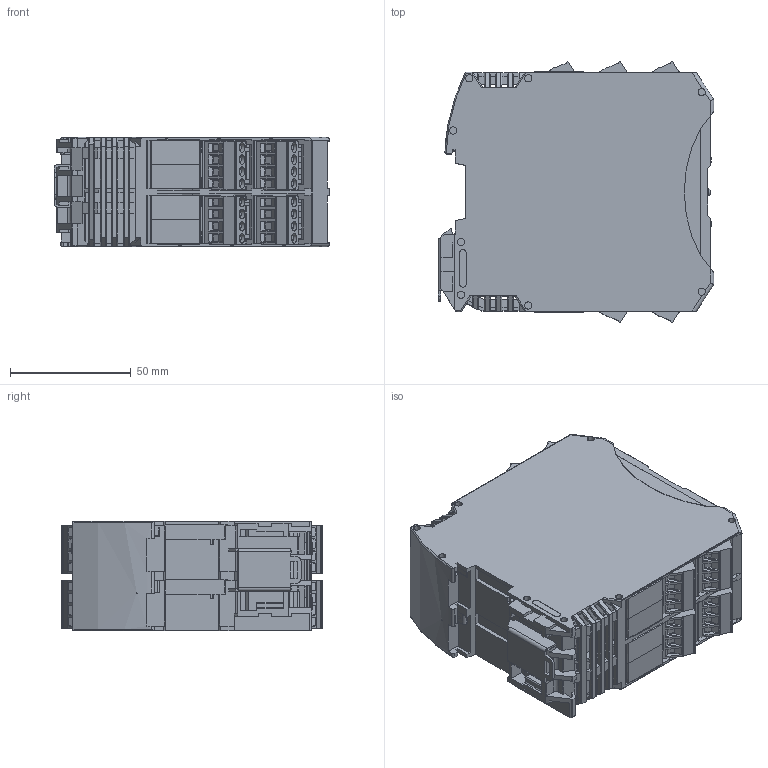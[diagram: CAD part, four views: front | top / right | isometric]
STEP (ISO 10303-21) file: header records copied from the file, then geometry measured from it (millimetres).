
FILE_DESCRIPTION((''),'2;1');
FILE_NAME('CAD-8891_ASM','2023-11-30T10:27:17',('creinig-se'),(''),'CREO PARAMETRIC BY PTC INC, 2022284','CREO PARAMETRIC BY PTC INC, 2022284','');
FILE_SCHEMA(('CONFIG_CONTROL_DESIGN','SHAPE_APPEARANCE_LAYERS_GROUPS'));
Length unit declared in the file: millimetre
Products named in the file (11): CAD-8891_PXC_MSTBT_9; CAD-8891_PXC_MSTBT_4; CAD-8891_PXC_MSTBT_7; CAD-8891_PXC_MSTBT_8; CAD-8891_PXC_MSTBT_2; CAD-8891_PXC_MSTBT_1; CAD-8891_PXC_MSTBT_5; CAD-8891_PXC_MSTBT_3; CAD-8891_PXC_MSTBT_6; CAD-8891_TEILW_SW0001; CAD-8891_ASM
Assembly tree (10 placements, depth 2):
  CAD-8891_ASM
    CAD-8891_PXC_MSTBT_9
    CAD-8891_PXC_MSTBT_4
    CAD-8891_PXC_MSTBT_7
    CAD-8891_PXC_MSTBT_8
    CAD-8891_PXC_MSTBT_2
    CAD-8891_PXC_MSTBT_1
    CAD-8891_PXC_MSTBT_5
    CAD-8891_PXC_MSTBT_3
    CAD-8891_PXC_MSTBT_6
    CAD-8891_TEILW_SW0001
Bounding box: 113.95 x 107.96 x 45.2 mm (x, y, z)
Volume: 413311.8 mm3; surface area: 103214 mm2
Topology: 11 solids, 11 shells, 5350 faces, 14850 edges, 9647 vertices
Faces by surface type: plane 3586, cylinder 1191, bspline 294, cone 240, sphere 29, torus 10
Entity records: 239863 total; most frequent: CARTESIAN_POINT 66640, ORIENTED_EDGE 29700, DIRECTION 26429, EDGE_CURVE 14850, VECTOR 10673, LINE 10673, VERTEX_POINT 9647, AXIS2_PLACEMENT_3D 7878
